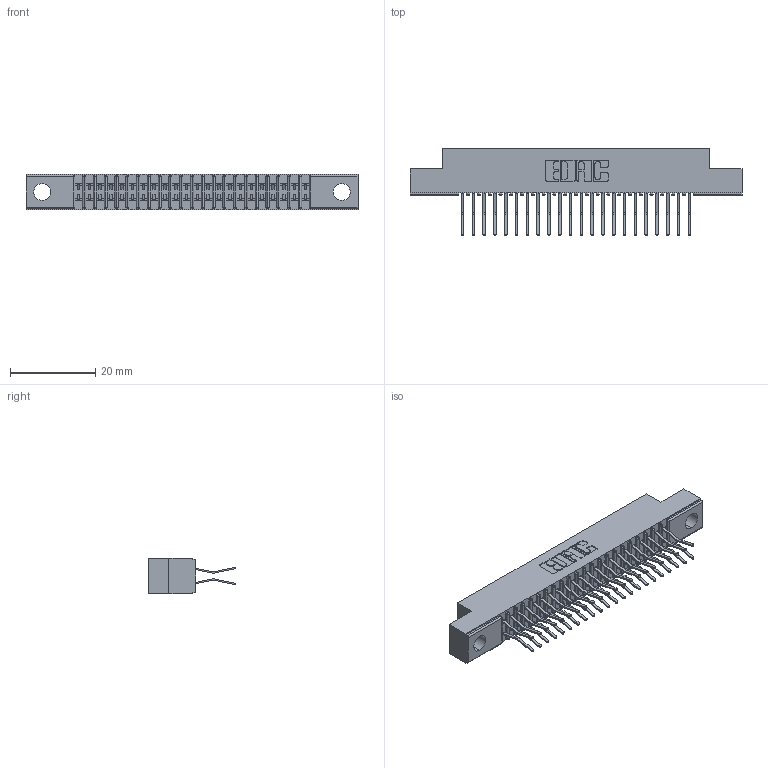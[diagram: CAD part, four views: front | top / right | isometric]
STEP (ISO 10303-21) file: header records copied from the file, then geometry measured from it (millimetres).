
FILE_DESCRIPTION (( 'STEP AP203' ), '1' );
FILE_NAME ('391-044-560-204.STEP', '2018-08-09T02:46:57', ( '' ), ( '' ), 'SwSTEP 2.0', 'SolidWorks 2016', '' );
FILE_SCHEMA (( 'CONFIG_CONTROL_DESIGN' ));
Length unit declared in the file: inch
Products named in the file (3): 341-292-001_341-292-160; 391-044-560-204; 341 Part_.156 (3.96) Dia Mounting Holes
Assembly tree (45 placements, depth 2):
  391-044-560-204
    341 Part_.156 (3.96) Dia Mounting Holes
    341-292-001_341-292-160  x44
Bounding box: 78.11 x 20.37 x 8.38 mm (x, y, z)
Volume: 4384.3 mm3; surface area: 9362.8 mm2
Topology: 45 solids, 45 shells, 3210 faces, 9306 edges, 6038 vertices
Faces by surface type: plane 1842, cylinder 1280, sphere 46, torus 42
Entity records: 29847 total; most frequent: CARTESIAN_POINT 4968, ORIENTED_EDGE 4932, DIRECTION 4832, EDGE_CURVE 2466, VECTOR 1972, LINE 1972, VERTEX_POINT 1566, AXIS2_PLACEMENT_3D 1430
